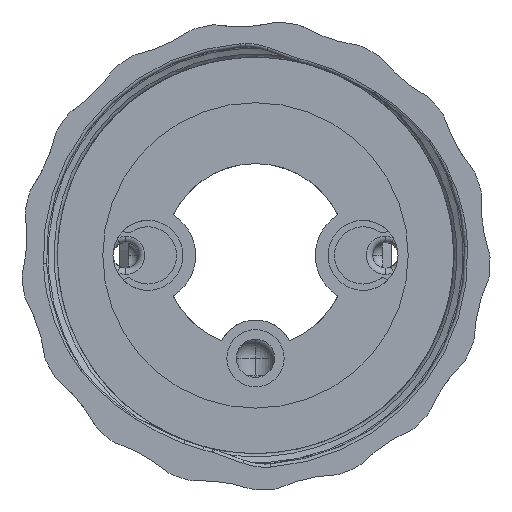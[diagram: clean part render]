
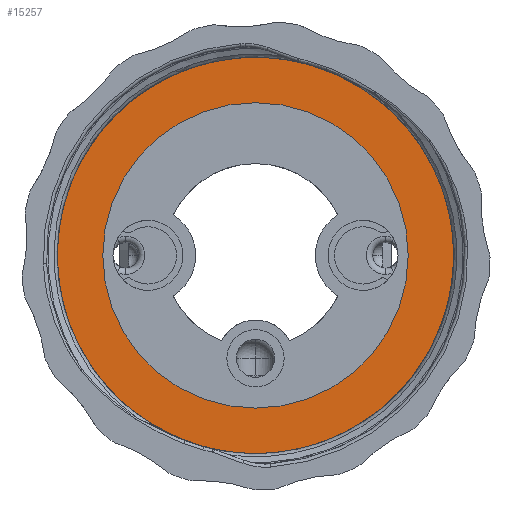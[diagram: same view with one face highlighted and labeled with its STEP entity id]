
A CAD part, front view. The second image highlights one B-rep face of the part: STEP entity #15257.
In plain terms, the highlighted planar face has unit normal (0, -1, 0).
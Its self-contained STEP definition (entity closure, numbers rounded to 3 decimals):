
#497 = CARTESIAN_POINT ( 'NONE',  ( 0., 18., 0. ) ) ;
#892 = EDGE_CURVE ( 'NONE', #1499, #17297, #18163, .T. ) ;
#1199 = CARTESIAN_POINT ( 'NONE',  ( 0., 18., 0. ) ) ;
#1499 = VERTEX_POINT ( 'NONE', #6045 ) ;
#1550 = VERTEX_POINT ( 'NONE', #14333 ) ;
#1845 = ORIENTED_EDGE ( 'NONE', *, *, #15283, .F. ) ;
#2036 = EDGE_CURVE ( 'NONE', #17297, #1499, #6301, .T. ) ;
#2213 = DIRECTION ( 'NONE',  ( 0., 1., 0. ) ) ;
#2804 = AXIS2_PLACEMENT_3D ( 'NONE', #8706, #7114, #15083 ) ;
#3692 = FACE_OUTER_BOUND ( 'NONE', #8900, .T. ) ;
#4038 = CIRCLE ( 'NONE', #6779, 32.85 ) ;
#6045 = CARTESIAN_POINT ( 'NONE',  ( 0., 18., 24. ) ) ;
#6301 = CIRCLE ( 'NONE', #16821, 24. ) ;
#6430 = DIRECTION ( 'NONE',  ( 0., -1., 0. ) ) ;
#6779 = AXIS2_PLACEMENT_3D ( 'NONE', #13437, #8654, #13641 ) ;
#7114 = DIRECTION ( 'NONE',  ( 0., 1., 0. ) ) ;
#7448 = ORIENTED_EDGE ( 'NONE', *, *, #2036, .F. ) ;
#8097 = DIRECTION ( 'NONE',  ( 0., 0., 1. ) ) ;
#8654 = DIRECTION ( 'NONE',  ( 0., 1., 0. ) ) ;
#8706 = CARTESIAN_POINT ( 'NONE',  ( 0., 18., 0. ) ) ;
#8900 = EDGE_LOOP ( 'NONE', ( #1845, #14805 ) ) ;
#9185 = EDGE_CURVE ( 'NONE', #15880, #1550, #4038, .T. ) ;
#9834 = DIRECTION ( 'NONE',  ( 0., -1., 0. ) ) ;
#10188 = PLANE ( 'NONE',  #13004 ) ;
#11322 = DIRECTION ( 'NONE',  ( 0., 0., 1. ) ) ;
#11334 = CARTESIAN_POINT ( 'NONE',  ( 0., 18., 0. ) ) ;
#11396 = FACE_BOUND ( 'NONE', #13244, .T. ) ;
#11721 = AXIS2_PLACEMENT_3D ( 'NONE', #1199, #6430, #11322 ) ;
#13004 = AXIS2_PLACEMENT_3D ( 'NONE', #497, #2213, #8097 ) ;
#13244 = EDGE_LOOP ( 'NONE', ( #13803, #7448 ) ) ;
#13437 = CARTESIAN_POINT ( 'NONE',  ( 0., 18., 0. ) ) ;
#13641 = DIRECTION ( 'NONE',  ( 0., 0., 1. ) ) ;
#13803 = ORIENTED_EDGE ( 'NONE', *, *, #892, .F. ) ;
#14333 = CARTESIAN_POINT ( 'NONE',  ( 0., 18., -32.85 ) ) ;
#14805 = ORIENTED_EDGE ( 'NONE', *, *, #9185, .F. ) ;
#15083 = DIRECTION ( 'NONE',  ( 0., 0., 1. ) ) ;
#15257 = ADVANCED_FACE ( 'NONE', ( #3692, #11396 ), #10188, .F. ) ;
#15283 = EDGE_CURVE ( 'NONE', #1550, #15880, #19454, .T. ) ;
#15880 = VERTEX_POINT ( 'NONE', #20702 ) ;
#16821 = AXIS2_PLACEMENT_3D ( 'NONE', #11334, #9834, #17813 ) ;
#17297 = VERTEX_POINT ( 'NONE', #20563 ) ;
#17813 = DIRECTION ( 'NONE',  ( 0., 0., 1. ) ) ;
#18163 = CIRCLE ( 'NONE', #11721, 24. ) ;
#19454 = CIRCLE ( 'NONE', #2804, 32.85 ) ;
#20563 = CARTESIAN_POINT ( 'NONE',  ( 0., 18., -24. ) ) ;
#20702 = CARTESIAN_POINT ( 'NONE',  ( 0., 18., 32.85 ) ) ;
